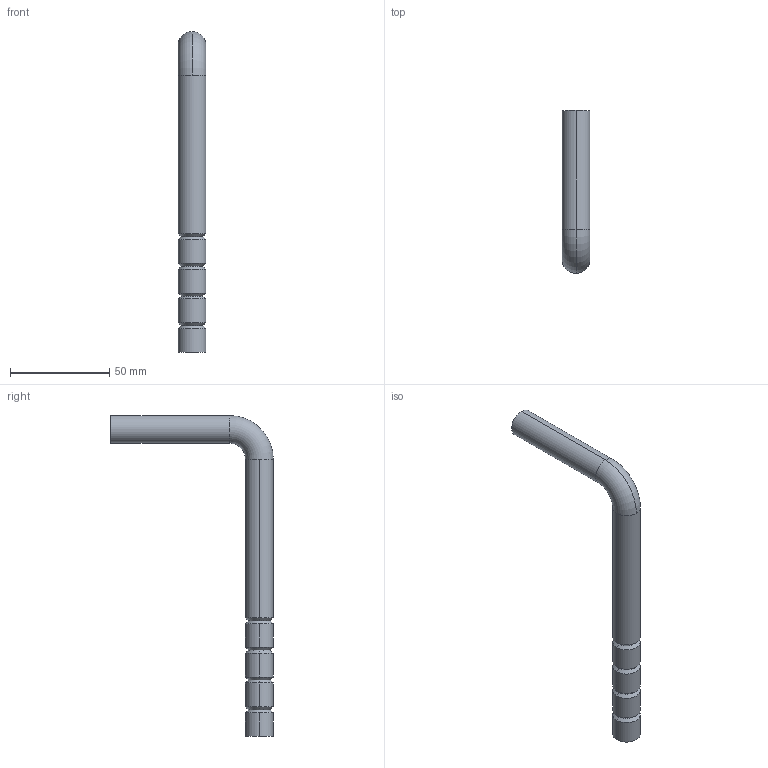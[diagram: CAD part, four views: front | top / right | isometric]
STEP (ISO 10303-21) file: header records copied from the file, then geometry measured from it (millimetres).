
FILE_DESCRIPTION (( 'STEP AP203' ), '1' );
FILE_NAME ('50349-240.step', '2020-09-17T11:31:38', ( '' ), ( '' ), 'SwSTEP 2.0', 'SolidWorks 2018', '' );
FILE_SCHEMA (( 'CONFIG_CONTROL_DESIGN' ));
Length unit declared in the file: millimetre
Products named in the file (2): 50349-240
Bounding box: 14 x 82 x 162 mm (x, y, z)
Volume: 33545.5 mm3; surface area: 10584.7 mm2
Topology: 1 solids, 1 shells, 268 faces, 693 edges, 451 vertices
Faces by surface type: plane 129, bspline 103, cone 20, cylinder 14, torus 2
Entity records: 13906 total; most frequent: CARTESIAN_POINT 7899, ORIENTED_EDGE 1382, DIRECTION 861, EDGE_CURVE 691, VERTEX_POINT 451, VECTOR 443, LINE 443, EDGE_LOOP 294
